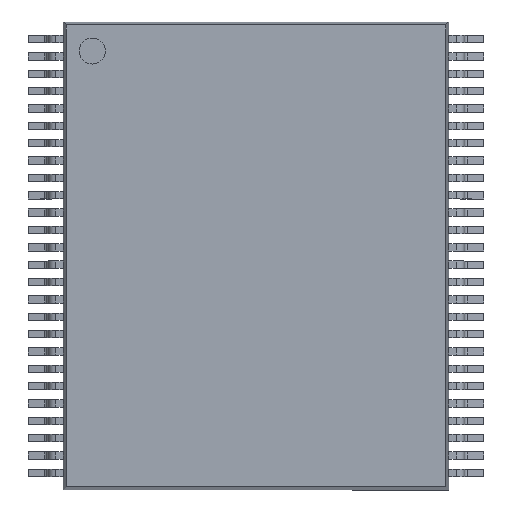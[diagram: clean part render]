
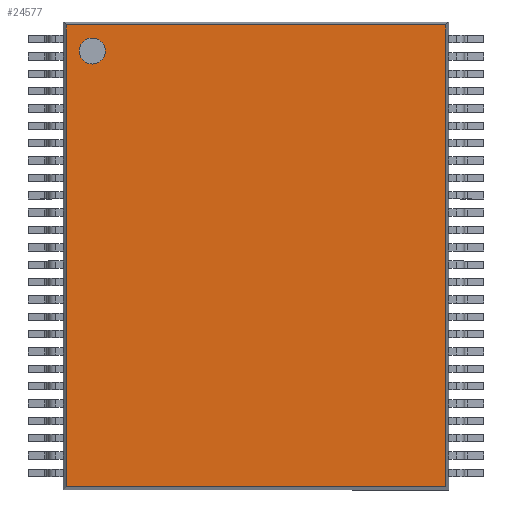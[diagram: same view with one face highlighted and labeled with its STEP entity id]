
A CAD part, top view. The second image highlights one B-rep face of the part: STEP entity #24577.
In plain terms, the highlighted planar face has unit normal (0, 0, 1).
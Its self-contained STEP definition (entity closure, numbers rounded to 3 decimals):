
#24259=CARTESIAN_POINT('',(-3.475,4.725,1.2));
#24260=VERTEX_POINT('',#24259);
#24269=CARTESIAN_POINT('',(-4.075,4.725,1.2));
#24270=VERTEX_POINT('',#24269);
#24271=CARTESIAN_POINT('',(-3.775,4.725,1.2));
#24272=DIRECTION('',(0.0,0.0,-1.0));
#24273=DIRECTION('',(1.0,0.0,0.0));
#24274=AXIS2_PLACEMENT_3D('',#24271,#24272,#24273);
#24275=CIRCLE('',#24274,0.3);
#24276=EDGE_CURVE('',#24270,#24260,#24275,.T.);
#24310=CARTESIAN_POINT('',(-3.775,4.725,1.2));
#24311=DIRECTION('',(0.0,0.0,-1.0));
#24312=DIRECTION('',(1.0,0.0,0.0));
#24313=AXIS2_PLACEMENT_3D('',#24310,#24311,#24312);
#24314=CIRCLE('',#24313,0.3);
#24315=EDGE_CURVE('',#24260,#24270,#24314,.T.);
#24472=CARTESIAN_POINT('',(4.375,-5.325,1.2));
#24473=VERTEX_POINT('',#24472);
#24480=CARTESIAN_POINT('',(-4.375,-5.325,1.2));
#24481=VERTEX_POINT('',#24480);
#24482=CARTESIAN_POINT('',(4.375,-5.325,1.2));
#24483=DIRECTION('',(-1.0,0.0,0.0));
#24484=VECTOR('',#24483,8.75);
#24485=LINE('',#24482,#24484);
#24486=EDGE_CURVE('',#24473,#24481,#24485,.T.);
#24503=CARTESIAN_POINT('',(-4.375,5.325,1.2));
#24504=VERTEX_POINT('',#24503);
#24511=CARTESIAN_POINT('',(4.375,5.325,1.2));
#24512=VERTEX_POINT('',#24511);
#24513=CARTESIAN_POINT('',(-4.375,5.325,1.2));
#24514=DIRECTION('',(1.0,0.0,0.0));
#24515=VECTOR('',#24514,8.75);
#24516=LINE('',#24513,#24515);
#24517=EDGE_CURVE('',#24504,#24512,#24516,.T.);
#24535=CARTESIAN_POINT('',(-4.375,-5.325,1.2));
#24536=DIRECTION('',(0.0,1.0,0.0));
#24537=VECTOR('',#24536,10.65);
#24538=LINE('',#24535,#24537);
#24539=EDGE_CURVE('',#24481,#24504,#24538,.T.);
#24552=CARTESIAN_POINT('',(4.375,5.325,1.2));
#24553=DIRECTION('',(0.0,-1.0,0.0));
#24554=VECTOR('',#24553,10.65);
#24555=LINE('',#24552,#24554);
#24556=EDGE_CURVE('',#24512,#24473,#24555,.T.);
#24562=CARTESIAN_POINT('',(0.,0.0,1.2));
#24563=DIRECTION('',(0.0,0.0,1.0));
#24564=DIRECTION('',(0.0,-1.0,0.0));
#24565=AXIS2_PLACEMENT_3D('',#24562,#24563,#24564);
#24566=PLANE('',#24565);
#24567=ORIENTED_EDGE('',*,*,#24517,.F.);
#24568=ORIENTED_EDGE('',*,*,#24539,.F.);
#24569=ORIENTED_EDGE('',*,*,#24486,.F.);
#24570=ORIENTED_EDGE('',*,*,#24556,.F.);
#24571=EDGE_LOOP('',(#24567,#24568,#24569,#24570));
#24572=FACE_OUTER_BOUND('',#24571,.T.);
#24573=ORIENTED_EDGE('',*,*,#24315,.T.);
#24574=ORIENTED_EDGE('',*,*,#24276,.T.);
#24575=EDGE_LOOP('',(#24573,#24574));
#24576=FACE_BOUND('',#24575,.T.);
#24577=ADVANCED_FACE('',(#24572,#24576),#24566,.T.);
